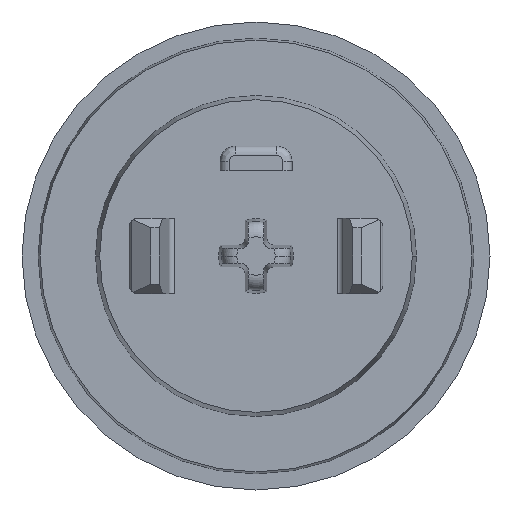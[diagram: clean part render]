
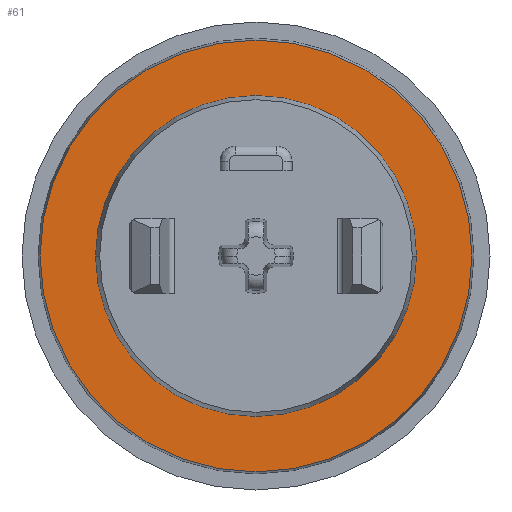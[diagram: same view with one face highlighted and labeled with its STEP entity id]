
A CAD part, front view. The second image highlights one B-rep face of the part: STEP entity #61.
In plain terms, the highlighted planar face has unit normal (0, -1, 0).
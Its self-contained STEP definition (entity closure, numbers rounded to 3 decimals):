
#61=ADVANCED_FACE('',(#162,#163),#164,.F.);
#162=FACE_OUTER_BOUND('',#404,.T.);
#163=FACE_BOUND('',#405,.T.);
#164=PLANE('',#406);
#404=EDGE_LOOP('',(#688,#689));
#405=EDGE_LOOP('',(#690,#691));
#406=AXIS2_PLACEMENT_3D('',#692,#693,#694);
#688=ORIENTED_EDGE('',*,*,#1297,.F.);
#689=ORIENTED_EDGE('',*,*,#1300,.T.);
#690=ORIENTED_EDGE('',*,*,#1301,.F.);
#691=ORIENTED_EDGE('',*,*,#1302,.T.);
#692=CARTESIAN_POINT('',(0.0,4.75,0.0));
#693=DIRECTION('',(-0.0,1.0,0.0));
#694=DIRECTION('',(1.0,0.0,0.0));
#1297=EDGE_CURVE('',#1537,#1538,#1539,.T.);
#1300=EDGE_CURVE('',#1537,#1538,#1542,.T.);
#1301=EDGE_CURVE('',#1543,#1544,#1545,.T.);
#1302=EDGE_CURVE('',#1543,#1544,#1546,.T.);
#1537=VERTEX_POINT('',#1921);
#1538=VERTEX_POINT('',#1922);
#1539=CIRCLE('',#1923,11.394);
#1542=CIRCLE('',#1928,11.394);
#1543=VERTEX_POINT('',#1929);
#1544=VERTEX_POINT('',#1930);
#1545=CIRCLE('',#1931,8.47);
#1546=CIRCLE('',#1932,8.47);
#1921=CARTESIAN_POINT('',(-11.394,4.75,0.0));
#1922=CARTESIAN_POINT('',(11.394,4.75,0.0));
#1923=AXIS2_PLACEMENT_3D('',#2597,#2598,#2599);
#1928=AXIS2_PLACEMENT_3D('',#2602,#2603,#2604);
#1929=CARTESIAN_POINT('',(-8.47,4.75,0.0));
#1930=CARTESIAN_POINT('',(8.47,4.75,0.0));
#1931=AXIS2_PLACEMENT_3D('',#2605,#2606,#2607);
#1932=AXIS2_PLACEMENT_3D('',#2608,#2609,#2610);
#2597=CARTESIAN_POINT('',(0.0,4.75,0.0));
#2598=DIRECTION('',(0.0,1.0,0.0));
#2599=DIRECTION('',(-1.0,0.0,0.0));
#2602=CARTESIAN_POINT('',(0.0,4.75,0.0));
#2603=DIRECTION('',(0.0,-1.0,0.0));
#2604=DIRECTION('',(-1.0,0.0,0.0));
#2605=CARTESIAN_POINT('',(0.0,4.75,0.0));
#2606=DIRECTION('',(0.0,-1.0,0.0));
#2607=DIRECTION('',(-1.0,0.0,0.0));
#2608=CARTESIAN_POINT('',(0.0,4.75,0.0));
#2609=DIRECTION('',(0.0,1.0,0.0));
#2610=DIRECTION('',(-1.0,0.0,0.0));
